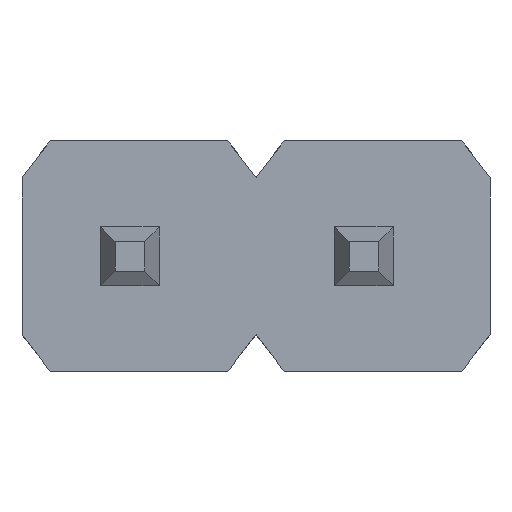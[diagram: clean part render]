
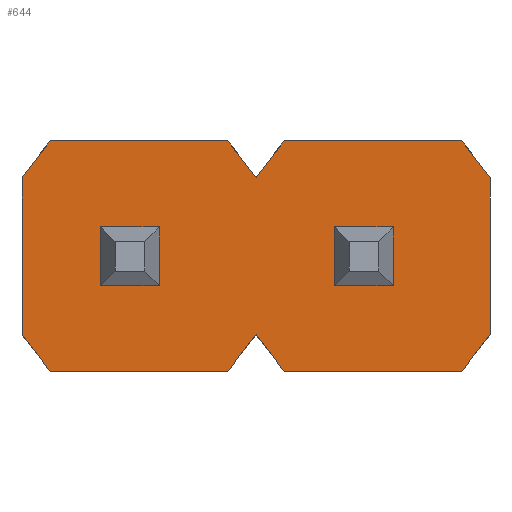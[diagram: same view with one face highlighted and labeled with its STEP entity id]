
A CAD part, front view. The second image highlights one B-rep face of the part: STEP entity #644.
In plain terms, the highlighted planar face has unit normal (0, -1, 0).
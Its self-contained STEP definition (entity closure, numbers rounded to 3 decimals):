
#340=VERTEX_POINT('',#955);
#346=VERTEX_POINT('',#961);
#350=VERTEX_POINT('',#965);
#372=VERTEX_POINT('',#988);
#396=EDGE_CURVE('',#782,#340,#1014,.T.);
#408=EDGE_CURVE('',#440,#626,#1027,.T.);
#414=VERTEX_POINT('',#1034);
#416=VERTEX_POINT('',#1036);
#440=VERTEX_POINT('',#1063);
#470=EDGE_CURVE('',#626,#546,#1098,.T.);
#496=EDGE_CURVE('',#890,#780,#1129,.T.);
#504=EDGE_CURVE('',#756,#372,#1137,.T.);
#512=EDGE_CURVE('',#340,#756,#1146,.T.);
#522=EDGE_CURVE('',#838,#414,#1157,.T.);
#524=VERTEX_POINT('',#1159);
#532=VERTEX_POINT('',#1167);
#538=EDGE_CURVE('',#684,#552,#1173,.T.);
#546=VERTEX_POINT('',#1181);
#550=EDGE_CURVE('',#524,#416,#1185,.T.);
#552=VERTEX_POINT('',#1187);
#562=EDGE_CURVE('',#350,#678,#1198,.T.);
#578=EDGE_CURVE('',#818,#524,#1216,.T.);
#626=VERTEX_POINT('',#1271);
#628=EDGE_CURVE('',#780,#440,#1273,.T.);
#644=ADVANCED_FACE('',(#1290,#1291,#1292),#1293,.T.);
#656=VERTEX_POINT('',#1306);
#662=EDGE_CURVE('',#546,#746,#1312,.T.);
#668=EDGE_CURVE('',#372,#350,#1319,.T.);
#678=VERTEX_POINT('',#1330);
#684=VERTEX_POINT('',#1336);
#690=EDGE_CURVE('',#656,#818,#1342,.T.);
#724=EDGE_CURVE('',#346,#890,#1379,.T.);
#746=VERTEX_POINT('',#1402);
#750=EDGE_CURVE('',#678,#532,#1406,.T.);
#752=EDGE_CURVE('',#416,#656,#1408,.T.);
#756=VERTEX_POINT('',#1412);
#772=EDGE_CURVE('',#552,#838,#1434,.T.);
#780=VERTEX_POINT('',#1442);
#782=VERTEX_POINT('',#1444);
#818=VERTEX_POINT('',#1484);
#838=VERTEX_POINT('',#1506);
#872=EDGE_CURVE('',#532,#346,#1543,.T.);
#890=VERTEX_POINT('',#1564);
#898=EDGE_CURVE('',#414,#684,#1574,.T.);
#902=EDGE_CURVE('',#746,#782,#1578,.T.);
#955=CARTESIAN_POINT('',(-2.135,-2.54,-1.246));
#961=CARTESIAN_POINT('',(0.405,-2.54,1.253));
#965=CARTESIAN_POINT('',(-2.135,-2.54,1.253));
#988=CARTESIAN_POINT('',(-2.44,-2.54,0.851));
#1014=LINE('',#1710,#1711);
#1027=LINE('',#1727,#1728);
#1034=CARTESIAN_POINT('',(1.59,-2.54,0.32));
#1036=CARTESIAN_POINT('',(-0.95,-2.54,-0.32));
#1063=CARTESIAN_POINT('',(2.64,-2.54,-0.851));
#1098=LINE('',#1830,#1831);
#1129=LINE('',#1871,#1872);
#1137=LINE('',#1887,#1888);
#1146=LINE('',#1900,#1901);
#1157=LINE('',#1919,#1920);
#1159=CARTESIAN_POINT('',(-0.95,-2.54,0.32));
#1167=CARTESIAN_POINT('',(0.1,-2.54,0.851));
#1173=LINE('',#1947,#1948);
#1181=CARTESIAN_POINT('',(0.405,-2.54,-1.246));
#1185=LINE('',#1967,#1968);
#1187=CARTESIAN_POINT('',(0.95,-2.54,-0.32));
#1198=LINE('',#1984,#1985);
#1216=LINE('',#2012,#2013);
#1271=CARTESIAN_POINT('',(2.335,-2.54,-1.246));
#1273=LINE('',#2085,#2086);
#1290=FACE_BOUND('',#2113,.T.);
#1291=FACE_BOUND('',#2114,.T.);
#1292=FACE_OUTER_BOUND('',#2115,.T.);
#1293=PLANE('',#2116);
#1306=CARTESIAN_POINT('',(-1.59,-2.54,-0.32));
#1312=LINE('',#2148,#2149);
#1319=LINE('',#2159,#2160);
#1330=CARTESIAN_POINT('',(-0.205,-2.54,1.253));
#1336=CARTESIAN_POINT('',(1.59,-2.54,-0.32));
#1342=LINE('',#2198,#2199);
#1379=LINE('',#2251,#2252);
#1402=CARTESIAN_POINT('',(0.1,-2.54,-0.851));
#1406=LINE('',#2292,#2293);
#1408=LINE('',#2296,#2297);
#1412=CARTESIAN_POINT('',(-2.44,-2.54,-0.851));
#1434=LINE('',#2326,#2327);
#1442=CARTESIAN_POINT('',(2.64,-2.54,0.851));
#1444=CARTESIAN_POINT('',(-0.205,-2.54,-1.246));
#1484=CARTESIAN_POINT('',(-1.59,-2.54,0.32));
#1506=CARTESIAN_POINT('',(0.95,-2.54,0.32));
#1543=LINE('',#2487,#2488);
#1564=CARTESIAN_POINT('',(2.335,-2.54,1.253));
#1574=LINE('',#2524,#2525);
#1578=LINE('',#2532,#2533);
#1710=CARTESIAN_POINT('',(-0.205,-2.54,-1.246));
#1711=VECTOR('',#2608,1.0);
#1727=CARTESIAN_POINT('',(2.64,-2.54,-0.851));
#1728=VECTOR('',#2618,1.0);
#1830=CARTESIAN_POINT('',(2.335,-2.54,-1.246));
#1831=VECTOR('',#2708,1.0);
#1871=CARTESIAN_POINT('',(2.335,-2.54,1.253));
#1872=VECTOR('',#2753,1.0);
#1887=CARTESIAN_POINT('',(-2.44,-2.54,0.851));
#1888=VECTOR('',#2757,1.0);
#1900=CARTESIAN_POINT('',(-2.135,-2.54,-1.246));
#1901=VECTOR('',#2767,1.0);
#1919=CARTESIAN_POINT('',(-0.2,-2.54,0.32));
#1920=VECTOR('',#2781,1.0);
#1947=CARTESIAN_POINT('',(-0.2,-2.54,-0.32));
#1948=VECTOR('',#2787,1.0);
#1967=CARTESIAN_POINT('',(-0.95,-2.54,0.252));
#1968=VECTOR('',#2791,1.0);
#1984=CARTESIAN_POINT('',(-2.135,-2.54,1.253));
#1985=VECTOR('',#2801,1.0);
#2012=CARTESIAN_POINT('',(-1.47,-2.54,0.32));
#2013=VECTOR('',#2822,1.0);
#2085=CARTESIAN_POINT('',(2.64,-2.54,0.851));
#2086=VECTOR('',#2890,1.0);
#2113=EDGE_LOOP('',(#2905,#2906,#2907,#2908));
#2114=EDGE_LOOP('',(#2909,#2910,#2911,#2912));
#2115=EDGE_LOOP('',(#2913,#2914,#2915,#2916,#2917,#2918,#2919,#2920,#2921,#2922,#2923,#2924,#2925,#2926));
#2116=AXIS2_PLACEMENT_3D('',#2927,#2928,#2929);
#2148=CARTESIAN_POINT('',(0.405,-2.54,-1.246));
#2149=VECTOR('',#2944,1.0);
#2159=CARTESIAN_POINT('',(-2.135,-2.54,1.253));
#2160=VECTOR('',#2954,1.0);
#2198=CARTESIAN_POINT('',(-1.59,-2.54,0.252));
#2199=VECTOR('',#2970,1.0);
#2251=CARTESIAN_POINT('',(0.405,-2.54,1.253));
#2252=VECTOR('',#3002,1.0);
#2292=CARTESIAN_POINT('',(-0.205,-2.54,1.253));
#2293=VECTOR('',#3017,1.0);
#2296=CARTESIAN_POINT('',(-1.47,-2.54,-0.32));
#2297=VECTOR('',#3018,1.0);
#2326=CARTESIAN_POINT('',(0.95,-2.54,0.252));
#2327=VECTOR('',#3068,1.0);
#2487=CARTESIAN_POINT('',(0.405,-2.54,1.253));
#2488=VECTOR('',#3174,1.0);
#2524=CARTESIAN_POINT('',(1.59,-2.54,0.252));
#2525=VECTOR('',#3219,1.0);
#2532=CARTESIAN_POINT('',(0.1,-2.54,-0.851));
#2533=VECTOR('',#3221,1.0);
#2608=DIRECTION('',(-1.0,0.0,0.0));
#2618=DIRECTION('',(-0.611,0.,-0.792));
#2708=DIRECTION('',(-1.0,0.0,0.0));
#2753=DIRECTION('',(0.604,0.,-0.797));
#2757=DIRECTION('',(0.0,0.,1.0));
#2767=DIRECTION('',(-0.611,0.,0.792));
#2781=DIRECTION('',(1.0,0.,0.));
#2787=DIRECTION('',(-1.0,0.,0.));
#2791=DIRECTION('',(0.,0.,-1.0));
#2801=DIRECTION('',(1.0,0.0,0.0));
#2822=DIRECTION('',(1.0,0.,0.));
#2890=DIRECTION('',(0.0,0.,-1.0));
#2905=ORIENTED_EDGE('',*,*,#522,.T.);
#2906=ORIENTED_EDGE('',*,*,#898,.T.);
#2907=ORIENTED_EDGE('',*,*,#538,.T.);
#2908=ORIENTED_EDGE('',*,*,#772,.T.);
#2909=ORIENTED_EDGE('',*,*,#578,.T.);
#2910=ORIENTED_EDGE('',*,*,#550,.T.);
#2911=ORIENTED_EDGE('',*,*,#752,.T.);
#2912=ORIENTED_EDGE('',*,*,#690,.T.);
#2913=ORIENTED_EDGE('',*,*,#750,.F.);
#2914=ORIENTED_EDGE('',*,*,#562,.F.);
#2915=ORIENTED_EDGE('',*,*,#668,.F.);
#2916=ORIENTED_EDGE('',*,*,#504,.F.);
#2917=ORIENTED_EDGE('',*,*,#512,.F.);
#2918=ORIENTED_EDGE('',*,*,#396,.F.);
#2919=ORIENTED_EDGE('',*,*,#902,.F.);
#2920=ORIENTED_EDGE('',*,*,#662,.F.);
#2921=ORIENTED_EDGE('',*,*,#470,.F.);
#2922=ORIENTED_EDGE('',*,*,#408,.F.);
#2923=ORIENTED_EDGE('',*,*,#628,.F.);
#2924=ORIENTED_EDGE('',*,*,#496,.F.);
#2925=ORIENTED_EDGE('',*,*,#724,.F.);
#2926=ORIENTED_EDGE('',*,*,#872,.F.);
#2927=CARTESIAN_POINT('',(-1.17,-2.54,0.003));
#2928=DIRECTION('',(0.0,-1.0,0.));
#2929=DIRECTION('',(1.0,0.0,0.0));
#2944=DIRECTION('',(-0.611,0.,0.792));
#2954=DIRECTION('',(0.604,0.,0.797));
#2970=DIRECTION('',(0.,0.,1.0));
#3002=DIRECTION('',(1.0,0.0,0.0));
#3017=DIRECTION('',(0.604,0.,-0.797));
#3018=DIRECTION('',(-1.0,0.,0.));
#3068=DIRECTION('',(0.,0.,1.0));
#3174=DIRECTION('',(0.604,0.,0.797));
#3219=DIRECTION('',(0.,0.,-1.0));
#3221=DIRECTION('',(-0.611,0.,-0.792));
